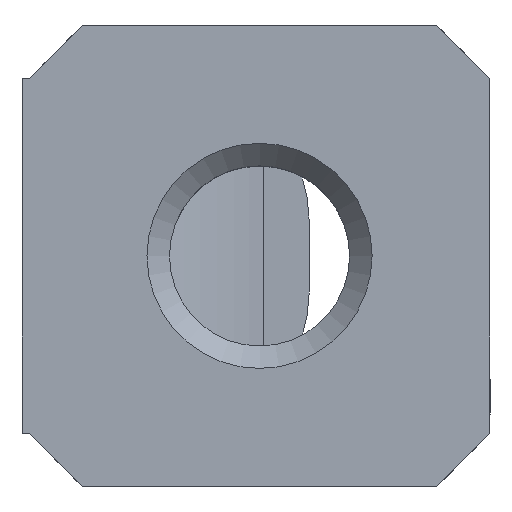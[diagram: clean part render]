
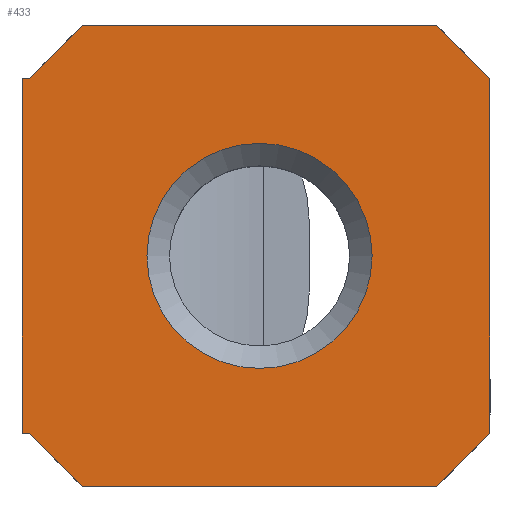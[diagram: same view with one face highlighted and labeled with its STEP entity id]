
A CAD part, top view. The second image highlights one B-rep face of the part: STEP entity #433.
In plain terms, the highlighted planar face has unit normal (0, 0, 1).
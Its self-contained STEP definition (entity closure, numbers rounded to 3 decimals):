
#31=FACE_BOUND('',#85,.T.);
#33=PLANE('',#465);
#58=FACE_OUTER_BOUND('',#84,.T.);
#84=EDGE_LOOP('',(#312,#313,#314,#315,#316,#317,#318,#319,#320,#321));
#85=EDGE_LOOP('',(#322));
#109=LINE('',#630,#146);
#110=LINE('',#632,#147);
#111=LINE('',#634,#148);
#112=LINE('',#636,#149);
#113=LINE('',#638,#150);
#114=LINE('',#640,#151);
#115=LINE('',#642,#152);
#116=LINE('',#644,#153);
#117=LINE('',#646,#154);
#118=LINE('',#647,#155);
#146=VECTOR('',#519,1.);
#147=VECTOR('',#520,1.);
#148=VECTOR('',#521,1.);
#149=VECTOR('',#522,1.);
#150=VECTOR('',#523,1.);
#151=VECTOR('',#524,1.);
#152=VECTOR('',#525,1.);
#153=VECTOR('',#526,1.);
#154=VECTOR('',#527,1.);
#155=VECTOR('',#528,1.);
#184=CIRCLE('',#464,3.175);
#197=VERTEX_POINT('',#624);
#198=VERTEX_POINT('',#628);
#199=VERTEX_POINT('',#629);
#200=VERTEX_POINT('',#631);
#201=VERTEX_POINT('',#633);
#202=VERTEX_POINT('',#635);
#203=VERTEX_POINT('',#637);
#204=VERTEX_POINT('',#639);
#205=VERTEX_POINT('',#641);
#206=VERTEX_POINT('',#643);
#207=VERTEX_POINT('',#645);
#240=EDGE_CURVE('',#197,#197,#184,.T.);
#242=EDGE_CURVE('',#198,#199,#109,.T.);
#243=EDGE_CURVE('',#200,#198,#110,.T.);
#244=EDGE_CURVE('',#201,#200,#111,.T.);
#245=EDGE_CURVE('',#202,#201,#112,.T.);
#246=EDGE_CURVE('',#203,#202,#113,.T.);
#247=EDGE_CURVE('',#203,#204,#114,.T.);
#248=EDGE_CURVE('',#205,#204,#115,.T.);
#249=EDGE_CURVE('',#205,#206,#116,.T.);
#250=EDGE_CURVE('',#207,#206,#117,.T.);
#251=EDGE_CURVE('',#199,#207,#118,.T.);
#312=ORIENTED_EDGE('',*,*,#242,.F.);
#313=ORIENTED_EDGE('',*,*,#243,.F.);
#314=ORIENTED_EDGE('',*,*,#244,.F.);
#315=ORIENTED_EDGE('',*,*,#245,.F.);
#316=ORIENTED_EDGE('',*,*,#246,.F.);
#317=ORIENTED_EDGE('',*,*,#247,.T.);
#318=ORIENTED_EDGE('',*,*,#248,.F.);
#319=ORIENTED_EDGE('',*,*,#249,.T.);
#320=ORIENTED_EDGE('',*,*,#250,.F.);
#321=ORIENTED_EDGE('',*,*,#251,.F.);
#322=ORIENTED_EDGE('',*,*,#240,.F.);
#433=ADVANCED_FACE('',(#58,#31),#33,.T.);
#464=AXIS2_PLACEMENT_3D('',#625,#514,#515);
#465=AXIS2_PLACEMENT_3D('',#627,#517,#518);
#514=DIRECTION('center_axis',(0.,0.,
1.));
#515=DIRECTION('ref_axis',(-1.,0.,0.));
#517=DIRECTION('center_axis',(0.,0.,
1.));
#518=DIRECTION('ref_axis',(1.,0.,0.));
#519=DIRECTION('',(-0.707,-0.707,0.));
#520=DIRECTION('',(0.,-1.,0.));
#521=DIRECTION('',(0.707,-0.707,0.));
#522=DIRECTION('',(1.,0.,0.));
#523=DIRECTION('',(0.707,0.707,0.));
#524=DIRECTION('',(-1.,0.,0.));
#525=DIRECTION('',(0.,1.,0.));
#526=DIRECTION('',(1.,0.,0.));
#527=DIRECTION('',(-0.707,0.707,0.));
#528=DIRECTION('',(-1.,0.,0.));
#624=CARTESIAN_POINT('',(3.175,0.,0.));
#625=CARTESIAN_POINT('Origin',(0.,0.,
0.));
#627=CARTESIAN_POINT('Origin',(0.,5.,0.));
#628=CARTESIAN_POINT('',(6.5,-5.,0.));
#629=CARTESIAN_POINT('',(5.,-6.5,0.));
#630=CARTESIAN_POINT('',(7.,-4.5,0.));
#631=CARTESIAN_POINT('',(6.5,5.,0.));
#632=CARTESIAN_POINT('',(6.5,5.75,0.));
#633=CARTESIAN_POINT('',(5.,6.5,0.));
#634=CARTESIAN_POINT('',(4.5,7.,0.));
#635=CARTESIAN_POINT('',(-5.,6.5,0.));
#636=CARTESIAN_POINT('',(-3.25,6.5,0.));
#637=CARTESIAN_POINT('',(-6.5,5.,0.));
#638=CARTESIAN_POINT('',(-4.5,7.,0.));
#639=CARTESIAN_POINT('',(-6.7,5.,0.));
#640=CARTESIAN_POINT('',(-6.7,5.,0.));
#641=CARTESIAN_POINT('',(-6.7,-5.,0.));
#642=CARTESIAN_POINT('',(-6.7,-5.,0.));
#643=CARTESIAN_POINT('',(-6.5,-5.,0.));
#644=CARTESIAN_POINT('',(-6.7,-5.,0.));
#645=CARTESIAN_POINT('',(-5.,-6.5,0.));
#646=CARTESIAN_POINT('',(-7.,-4.5,0.));
#647=CARTESIAN_POINT('',(3.25,-6.5,0.));
